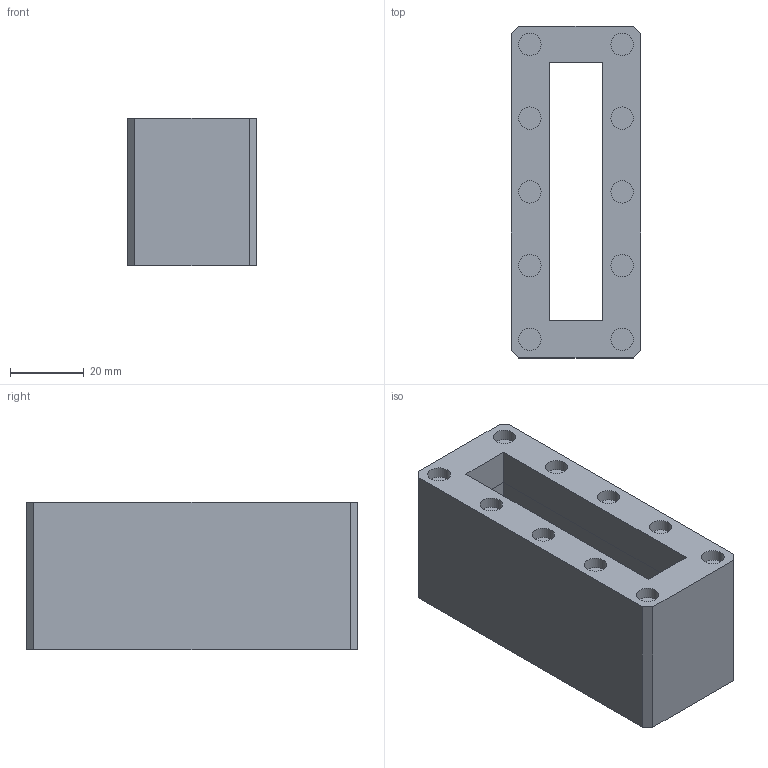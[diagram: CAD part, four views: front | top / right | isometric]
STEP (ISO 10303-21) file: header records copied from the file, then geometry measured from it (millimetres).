
FILE_DESCRIPTION(/* description */ (''),/* implementation_level */ '2;1');
FILE_NAME(/* name */ 'buffer_channel_top_block.step',/* time_stamp */ '2022-04-18T16:27:30-07:00',/* author */ (''),/* organization */ (''),/* preprocessor_version */ 'ST-DEVELOPER v18.1',/* originating_system */ 'Autodesk Translation Framework v10.14.0.1471',/* authorisation */ '');
FILE_SCHEMA (('AUTOMOTIVE_DESIGN { 1 0 10303 214 3 1 1 }'));
Length unit declared in the file: millimetre
Products named in the file (1): Buffer-Channel-Top
Bounding box: 35 x 90 x 40 mm (x, y, z)
Volume: 52659 mm3; surface area: 22740.6 mm2
Topology: 1 solids, 1 shells, 39 faces, 78 edges, 52 vertices
Faces by surface type: plane 29, cylinder 10
Full cylindrical faces by diameter (mm): 6.1 x10
Entity records: 1049 total; most frequent: DIRECTION 178, CARTESIAN_POINT 170, ORIENTED_EDGE 156, EDGE_CURVE 78, AXIS2_PLACEMENT_3D 60, LINE 58, VECTOR 58, EDGE_LOOP 52
